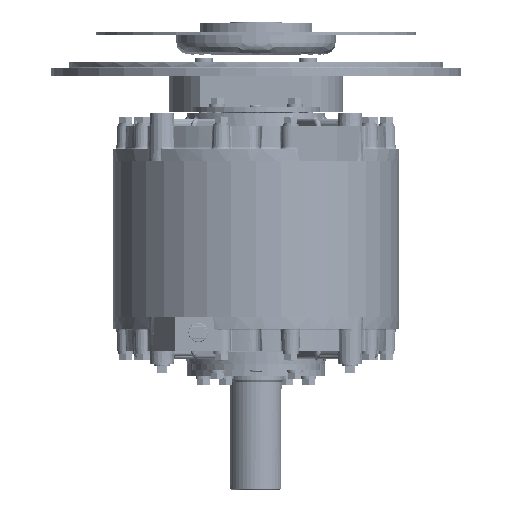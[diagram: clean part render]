
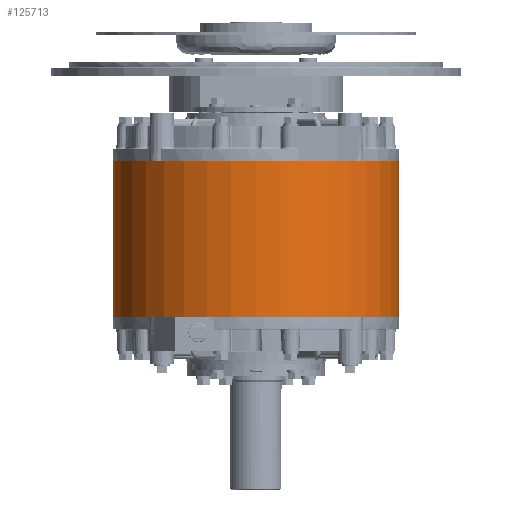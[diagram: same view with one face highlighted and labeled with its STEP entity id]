
A CAD part, front view. The second image highlights one B-rep face of the part: STEP entity #125713.
In plain terms, the highlighted cylindrical face has radius 157.48 mm (diameter 314.96 mm), a partial arc.
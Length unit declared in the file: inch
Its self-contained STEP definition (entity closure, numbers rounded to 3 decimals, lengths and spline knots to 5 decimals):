
#7293 = EDGE_CURVE ( 'NONE', #11011, #68044, #102581, .T. ) ;
#11011 = VERTEX_POINT ( 'NONE', #80864 ) ;
#16807 = CARTESIAN_POINT ( 'NONE',  ( 0., 0., -6.75 ) ) ;
#22441 = CYLINDRICAL_SURFACE ( 'NONE', #115208, 6.2 ) ;
#24124 = CARTESIAN_POINT ( 'NONE',  ( 0., 0., 0. ) ) ;
#24406 = DIRECTION ( 'NONE',  ( 0., 0., -1. ) ) ;
#25286 = EDGE_CURVE ( 'NONE', #137971, #124140, #127709, .T. ) ;
#25379 = CARTESIAN_POINT ( 'NONE',  ( -6.2, 0., 0. ) ) ;
#28117 = DIRECTION ( 'NONE',  ( -1., 0., 0. ) ) ;
#29031 = DIRECTION ( 'NONE',  ( 0., 0., -1. ) ) ;
#30697 = CARTESIAN_POINT ( 'NONE',  ( 6.2, 0., 0. ) ) ;
#34197 = ORIENTED_EDGE ( 'NONE', *, *, #60079, .T. ) ;
#36983 = CARTESIAN_POINT ( 'NONE',  ( 0., 0., 0. ) ) ;
#46707 = DIRECTION ( 'NONE',  ( -1., 0., 0. ) ) ;
#48209 = DIRECTION ( 'NONE',  ( -1., 0., 0. ) ) ;
#55949 = CIRCLE ( 'NONE', #97140, 6.2 ) ;
#58133 = VECTOR ( 'NONE', #24406, 39.37008 ) ;
#60079 = EDGE_CURVE ( 'NONE', #68044, #124140, #55949, .T. ) ;
#66745 = ORIENTED_EDGE ( 'NONE', *, *, #7293, .T. ) ;
#68044 = VERTEX_POINT ( 'NONE', #130281 ) ;
#76767 = AXIS2_PLACEMENT_3D ( 'NONE', #36983, #115419, #48209 ) ;
#80864 = CARTESIAN_POINT ( 'NONE',  ( -6.2, 0., 0. ) ) ;
#82072 = FACE_OUTER_BOUND ( 'NONE', #140784, .T. ) ;
#85144 = CARTESIAN_POINT ( 'NONE',  ( 6.2, 0., -6.75 ) ) ;
#91425 = DIRECTION ( 'NONE',  ( 0., 0., -1. ) ) ;
#95388 = DIRECTION ( 'NONE',  ( 0., 0., 1. ) ) ;
#97140 = AXIS2_PLACEMENT_3D ( 'NONE', #16807, #95388, #28117 ) ;
#97925 = VECTOR ( 'NONE', #29031, 39.37008 ) ;
#102581 = LINE ( 'NONE', #25379, #58133 ) ;
#111743 = ORIENTED_EDGE ( 'NONE', *, *, #25286, .F. ) ;
#115208 = AXIS2_PLACEMENT_3D ( 'NONE', #24124, #91425, #46707 ) ;
#115419 = DIRECTION ( 'NONE',  ( 0., 0., -1. ) ) ;
#124140 = VERTEX_POINT ( 'NONE', #85144 ) ;
#125713 = ADVANCED_FACE ( 'NONE', ( #82072 ), #22441, .T. ) ;
#127709 = LINE ( 'NONE', #30697, #97925 ) ;
#130281 = CARTESIAN_POINT ( 'NONE',  ( -6.2, 0., -6.75 ) ) ;
#135583 = CARTESIAN_POINT ( 'NONE',  ( 6.2, 0., 0. ) ) ;
#137971 = VERTEX_POINT ( 'NONE', #135583 ) ;
#138028 = EDGE_CURVE ( 'NONE', #137971, #11011, #139628, .T. ) ;
#139628 = CIRCLE ( 'NONE', #76767, 6.2 ) ;
#140784 = EDGE_LOOP ( 'NONE', ( #111743, #141077, #66745, #34197 ) ) ;
#141077 = ORIENTED_EDGE ( 'NONE', *, *, #138028, .T. ) ;
